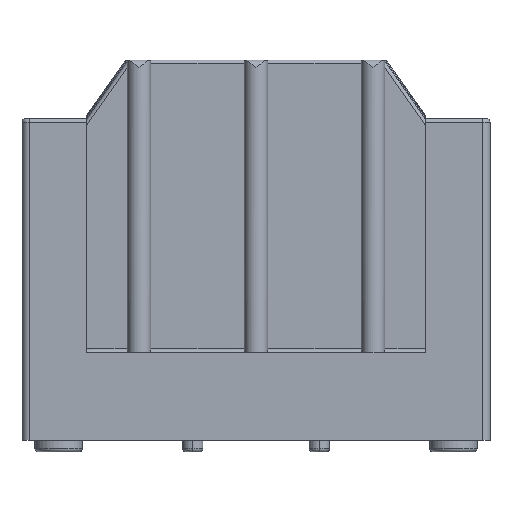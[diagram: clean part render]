
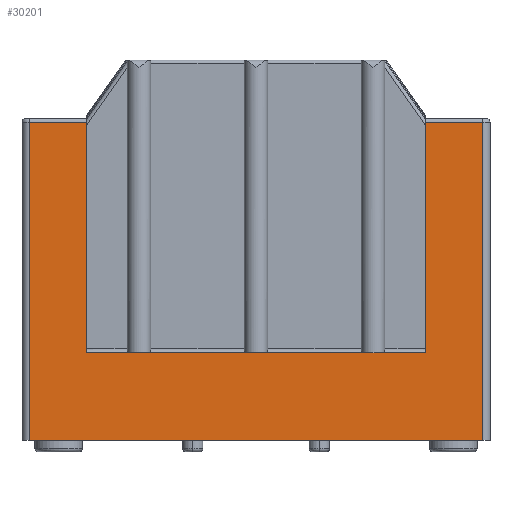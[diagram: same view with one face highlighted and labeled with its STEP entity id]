
A CAD part, left-side view. The second image highlights one B-rep face of the part: STEP entity #30201.
In plain terms, the highlighted planar face has unit normal (-1, 0, 0).
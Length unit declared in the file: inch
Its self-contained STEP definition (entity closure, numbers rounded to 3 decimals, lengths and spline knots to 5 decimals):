
#1550 = ORIENTED_EDGE ( 'NONE', *, *, #21417, .F. ) ;
#1824 = EDGE_CURVE ( 'NONE', #35611, #20650, #30364, .T. ) ;
#2002 = EDGE_CURVE ( 'NONE', #34471, #38222, #44050, .T. ) ;
#2302 = CARTESIAN_POINT ( 'NONE',  ( -1., 0., -3.25 ) ) ;
#2860 = VECTOR ( 'NONE', #44003, 39.37008 ) ;
#3086 = DIRECTION ( 'NONE',  ( 0., 0., 1. ) ) ;
#3573 = EDGE_CURVE ( 'NONE', #38222, #44442, #34858, .T. ) ;
#5501 = ORIENTED_EDGE ( 'NONE', *, *, #3573, .F. ) ;
#5613 = EDGE_CURVE ( 'NONE', #25637, #20948, #34200, .T. ) ;
#6643 = LINE ( 'NONE', #7234, #47827 ) ;
#7234 = CARTESIAN_POINT ( 'NONE',  ( -1., 0., -0.5312 ) ) ;
#7280 = VECTOR ( 'NONE', #13158, 39.37008 ) ;
#7316 = CARTESIAN_POINT ( 'NONE',  ( -1., 0., -2.5 ) ) ;
#7755 = CARTESIAN_POINT ( 'NONE',  ( -1., 0., 0. ) ) ;
#8080 = VERTEX_POINT ( 'NONE', #21326 ) ;
#8202 = CARTESIAN_POINT ( 'NONE',  ( -1., 1.45, -2.5 ) ) ;
#9074 = ORIENTED_EDGE ( 'NONE', *, *, #35236, .T. ) ;
#9137 = VECTOR ( 'NONE', #3086, 39.37008 ) ;
#9511 = AXIS2_PLACEMENT_3D ( 'NONE', #7755, #35663, #11766 ) ;
#9818 = CARTESIAN_POINT ( 'NONE',  ( -1., 1.9375, 0. ) ) ;
#10897 = CARTESIAN_POINT ( 'NONE',  ( -1., 1., -2.5 ) ) ;
#11038 = DIRECTION ( 'NONE',  ( 0., 1., 0. ) ) ;
#11766 = DIRECTION ( 'NONE',  ( 0., 0., 1. ) ) ;
#12184 = CARTESIAN_POINT ( 'NONE',  ( -1., -1.9375, -0.5312 ) ) ;
#12940 = VECTOR ( 'NONE', #50142, 39.37008 ) ;
#13158 = DIRECTION ( 'NONE',  ( 0., -1., 0. ) ) ;
#13384 = VECTOR ( 'NONE', #51420, 39.37008 ) ;
#13504 = VERTEX_POINT ( 'NONE', #25279 ) ;
#14012 = DIRECTION ( 'NONE',  ( 0., 1., 0. ) ) ;
#16034 = ORIENTED_EDGE ( 'NONE', *, *, #25155, .F. ) ;
#18459 = CARTESIAN_POINT ( 'NONE',  ( -1., -1.45, -0.5312 ) ) ;
#18779 = FACE_OUTER_BOUND ( 'NONE', #23572, .T. ) ;
#19085 = LINE ( 'NONE', #36932, #7280 ) ;
#20650 = VERTEX_POINT ( 'NONE', #18459 ) ;
#20948 = VERTEX_POINT ( 'NONE', #12184 ) ;
#20989 = CARTESIAN_POINT ( 'NONE',  ( -1., -1.9375, -3.25 ) ) ;
#21326 = CARTESIAN_POINT ( 'NONE',  ( -1., 1.9375, -3.25 ) ) ;
#21417 = EDGE_CURVE ( 'NONE', #44852, #35611, #34023, .T. ) ;
#21861 = DIRECTION ( 'NONE',  ( 0., 1., 0. ) ) ;
#22285 = CARTESIAN_POINT ( 'NONE',  ( -1., -1.9375, 0. ) ) ;
#22310 = ORIENTED_EDGE ( 'NONE', *, *, #33658, .T. ) ;
#22872 = ORIENTED_EDGE ( 'NONE', *, *, #5613, .T. ) ;
#23151 = VECTOR ( 'NONE', #14012, 39.37008 ) ;
#23174 = CARTESIAN_POINT ( 'NONE',  ( -1., 1.45, -0.5312 ) ) ;
#23572 = EDGE_LOOP ( 'NONE', ( #22872, #27637, #50849, #1550, #16034, #5501, #37561, #9074, #22310, #27911, #34351 ) ) ;
#24256 = VECTOR ( 'NONE', #35213, 39.37008 ) ;
#24757 = LINE ( 'NONE', #2302, #50314 ) ;
#25155 = EDGE_CURVE ( 'NONE', #44442, #44852, #19085, .T. ) ;
#25279 = CARTESIAN_POINT ( 'NONE',  ( -1., 1.9375, -0.5312 ) ) ;
#25637 = VERTEX_POINT ( 'NONE', #20989 ) ;
#27006 = CARTESIAN_POINT ( 'NONE',  ( -1., -1.45, -2.5 ) ) ;
#27637 = ORIENTED_EDGE ( 'NONE', *, *, #47187, .T. ) ;
#27911 = ORIENTED_EDGE ( 'NONE', *, *, #50721, .T. ) ;
#30201 = ADVANCED_FACE ( 'NONE', ( #18779 ), #35488, .T. ) ;
#30364 = LINE ( 'NONE', #27006, #9137 ) ;
#33658 = EDGE_CURVE ( 'NONE', #46843, #13504, #6643, .T. ) ;
#34023 = LINE ( 'NONE', #39546, #44632 ) ;
#34200 = LINE ( 'NONE', #22285, #12940 ) ;
#34202 = CARTESIAN_POINT ( 'NONE',  ( -1., -1.45, -2.5 ) ) ;
#34351 = ORIENTED_EDGE ( 'NONE', *, *, #40581, .F. ) ;
#34471 = VERTEX_POINT ( 'NONE', #46209 ) ;
#34732 = LINE ( 'NONE', #8202, #2860 ) ;
#34858 = LINE ( 'NONE', #7316, #24256 ) ;
#35213 = DIRECTION ( 'NONE',  ( 0., -1., 0. ) ) ;
#35236 = EDGE_CURVE ( 'NONE', #34471, #46843, #34732, .T. ) ;
#35488 = PLANE ( 'NONE',  #9511 ) ;
#35611 = VERTEX_POINT ( 'NONE', #34202 ) ;
#35663 = DIRECTION ( 'NONE',  ( -1., 0., 0. ) ) ;
#35883 = DIRECTION ( 'NONE',  ( 0., -1., 0. ) ) ;
#36240 = CARTESIAN_POINT ( 'NONE',  ( -1., -1., -2.5 ) ) ;
#36932 = CARTESIAN_POINT ( 'NONE',  ( -1., 0., -2.5 ) ) ;
#37561 = ORIENTED_EDGE ( 'NONE', *, *, #2002, .F. ) ;
#38222 = VERTEX_POINT ( 'NONE', #10897 ) ;
#39546 = CARTESIAN_POINT ( 'NONE',  ( -1., 0., -2.5 ) ) ;
#40581 = EDGE_CURVE ( 'NONE', #25637, #8080, #24757, .T. ) ;
#41167 = CARTESIAN_POINT ( 'NONE',  ( -1., 0., -2.5 ) ) ;
#41984 = CARTESIAN_POINT ( 'NONE',  ( -1., 0., -0.5312 ) ) ;
#44003 = DIRECTION ( 'NONE',  ( 0., 0., 1. ) ) ;
#44050 = LINE ( 'NONE', #51591, #13384 ) ;
#44442 = VERTEX_POINT ( 'NONE', #41167 ) ;
#44632 = VECTOR ( 'NONE', #35883, 39.37008 ) ;
#44852 = VERTEX_POINT ( 'NONE', #36240 ) ;
#45932 = DIRECTION ( 'NONE',  ( 0., 0., -1. ) ) ;
#46208 = VECTOR ( 'NONE', #45932, 39.37008 ) ;
#46209 = CARTESIAN_POINT ( 'NONE',  ( -1., 1.45, -2.5 ) ) ;
#46843 = VERTEX_POINT ( 'NONE', #23174 ) ;
#47187 = EDGE_CURVE ( 'NONE', #20948, #20650, #49962, .T. ) ;
#47450 = LINE ( 'NONE', #9818, #46208 ) ;
#47827 = VECTOR ( 'NONE', #11038, 39.37008 ) ;
#49962 = LINE ( 'NONE', #41984, #23151 ) ;
#50142 = DIRECTION ( 'NONE',  ( 0., 0., 1. ) ) ;
#50314 = VECTOR ( 'NONE', #21861, 39.37008 ) ;
#50721 = EDGE_CURVE ( 'NONE', #13504, #8080, #47450, .T. ) ;
#50849 = ORIENTED_EDGE ( 'NONE', *, *, #1824, .F. ) ;
#51420 = DIRECTION ( 'NONE',  ( 0., -1., 0. ) ) ;
#51591 = CARTESIAN_POINT ( 'NONE',  ( -1., 0., -2.5 ) ) ;
